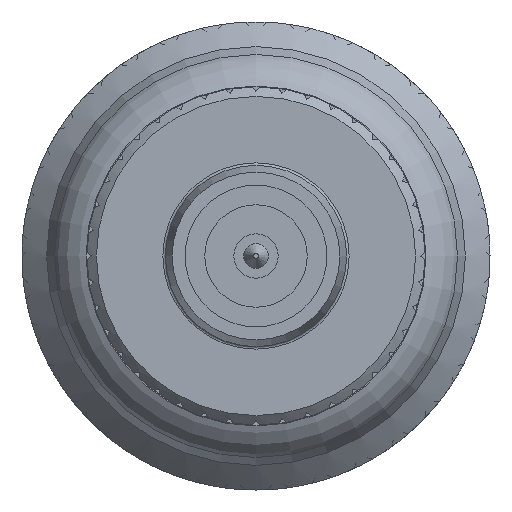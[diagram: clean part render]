
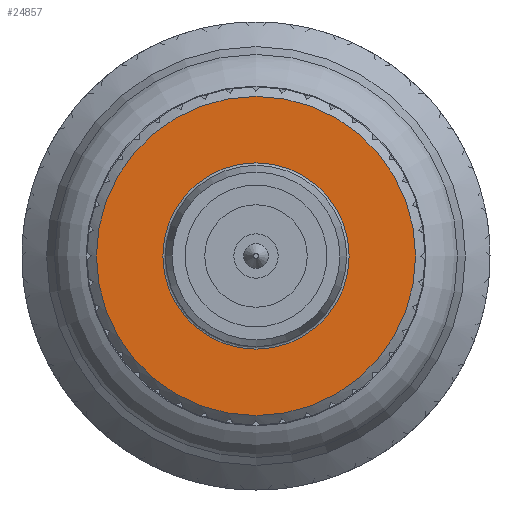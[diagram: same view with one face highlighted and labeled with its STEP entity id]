
A CAD part, left-side view. The second image highlights one B-rep face of the part: STEP entity #24857.
In plain terms, the highlighted planar face has unit normal (-1, 0, 0).
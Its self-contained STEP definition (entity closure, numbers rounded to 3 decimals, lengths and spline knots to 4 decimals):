
#2759=PLANE('',#25614);
#7870=ORIENTED_EDGE('',*,*,#11094,.T.);
#7871=ORIENTED_EDGE('',*,*,#11093,.T.);
#11093=EDGE_CURVE('',#12788,#12788,#13194,.F.);
#11094=EDGE_CURVE('',#12789,#12789,#13195,.T.);
#12788=VERTEX_POINT('',#43061);
#12789=VERTEX_POINT('',#43064);
#13194=CIRCLE('',#25613,1.89);
#13195=CIRCLE('',#25615,3.24);
#14295=EDGE_LOOP('',(#7870));
#14296=EDGE_LOOP('',(#7871));
#15528=FACE_BOUND('',#14295,.T.);
#15529=FACE_BOUND('',#14296,.T.);
#24857=ADVANCED_FACE('',(#15528,#15529),#2759,.T.);
#25613=AXIS2_PLACEMENT_3D('',#43060,#27244,#27245);
#25614=AXIS2_PLACEMENT_3D('',#43062,#27246,#27247);
#25615=AXIS2_PLACEMENT_3D('',#43063,#27248,#27249);
#27244=DIRECTION('',(-1.,0.,0.));
#27245=DIRECTION('',(0.,0.,1.));
#27246=DIRECTION('',(-1.,0.,0.));
#27247=DIRECTION('',(0.,0.,1.));
#27248=DIRECTION('',(-1.,0.,0.));
#27249=DIRECTION('',(0.,0.,1.));
#43060=CARTESIAN_POINT('',(-0.93,0.,0.));
#43061=CARTESIAN_POINT('',(-0.93,0.,1.89));
#43062=CARTESIAN_POINT('',(-0.93,3.49,0.));
#43063=CARTESIAN_POINT('',(-0.93,0.,0.));
#43064=CARTESIAN_POINT('',(-0.93,0.,3.24));
